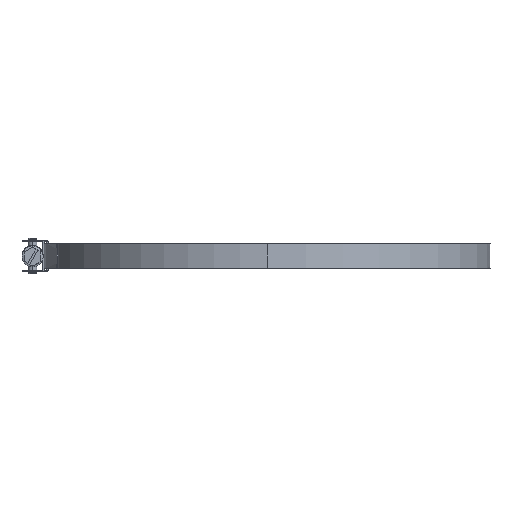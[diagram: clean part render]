
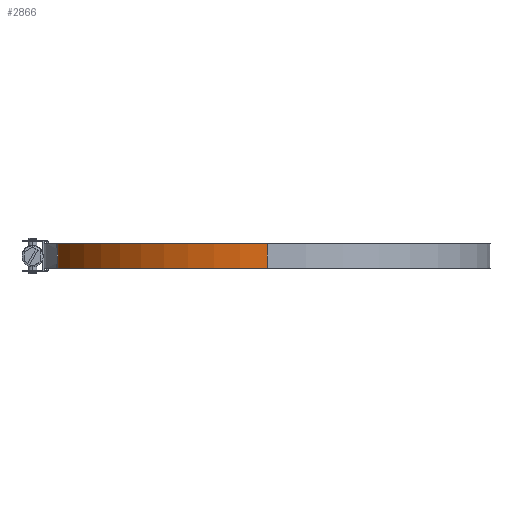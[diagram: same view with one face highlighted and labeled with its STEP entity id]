
A CAD part, left-side view. The second image highlights one B-rep face of the part: STEP entity #2866.
In plain terms, the highlighted cylindrical face has radius 127.53 mm (diameter 255.06 mm), a partial arc.
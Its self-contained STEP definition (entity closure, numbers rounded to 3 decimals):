
#33 = VERTEX_POINT ( 'NONE', #4027 ) ;
#56 = CYLINDRICAL_SURFACE ( 'NONE', #5378, 127.53 ) ;
#254 = CARTESIAN_POINT ( 'NONE',  ( 0., 127.53, -7.15 ) ) ;
#706 = CARTESIAN_POINT ( 'NONE',  ( -127.53, 0., -7.15 ) ) ;
#735 = DIRECTION ( 'NONE',  ( 0., 0., -1. ) ) ;
#863 = DIRECTION ( 'NONE',  ( -1., 0., 0. ) ) ;
#957 = CIRCLE ( 'NONE', #8721, 127.53 ) ;
#1842 = CIRCLE ( 'NONE', #3829, 127.53 ) ;
#2866 = ADVANCED_FACE ( 'NONE', ( #5277 ), #56, .T. ) ;
#3339 = CARTESIAN_POINT ( 'NONE',  ( 0., 0., -7.15 ) ) ;
#3578 = ORIENTED_EDGE ( 'NONE', *, *, #5925, .T. ) ;
#3802 = VERTEX_POINT ( 'NONE', #7779 ) ;
#3829 = AXIS2_PLACEMENT_3D ( 'NONE', #3339, #11832, #5462 ) ;
#4027 = CARTESIAN_POINT ( 'NONE',  ( -127.53, 0., 7.15 ) ) ;
#4034 = EDGE_CURVE ( 'NONE', #3802, #33, #957, .T. ) ;
#4561 = ORIENTED_EDGE ( 'NONE', *, *, #7033, .F. ) ;
#4805 = ORIENTED_EDGE ( 'NONE', *, *, #4034, .F. ) ;
#4930 = CARTESIAN_POINT ( 'NONE',  ( -127.53, 0., 7.15 ) ) ;
#4983 = DIRECTION ( 'NONE',  ( 0., 0., -1. ) ) ;
#5277 = FACE_OUTER_BOUND ( 'NONE', #9029, .T. ) ;
#5378 = AXIS2_PLACEMENT_3D ( 'NONE', #6408, #4983, #863 ) ;
#5462 = DIRECTION ( 'NONE',  ( 1., 0., 0. ) ) ;
#5925 = EDGE_CURVE ( 'NONE', #10867, #10691, #1842, .T. ) ;
#6408 = CARTESIAN_POINT ( 'NONE',  ( 0., 0., 7.15 ) ) ;
#6647 = DIRECTION ( 'NONE',  ( 0., 0., 1. ) ) ;
#7033 = EDGE_CURVE ( 'NONE', #33, #10691, #12469, .T. ) ;
#7419 = VECTOR ( 'NONE', #12655, 1000. ) ;
#7779 = CARTESIAN_POINT ( 'NONE',  ( 0., 127.53, 7.15 ) ) ;
#8326 = EDGE_CURVE ( 'NONE', #3802, #10867, #10328, .T. ) ;
#8721 = AXIS2_PLACEMENT_3D ( 'NONE', #11889, #6647, #12005 ) ;
#9014 = ORIENTED_EDGE ( 'NONE', *, *, #8326, .T. ) ;
#9029 = EDGE_LOOP ( 'NONE', ( #4561, #4805, #9014, #3578 ) ) ;
#10260 = VECTOR ( 'NONE', #735, 1000. ) ;
#10328 = LINE ( 'NONE', #11334, #7419 ) ;
#10691 = VERTEX_POINT ( 'NONE', #706 ) ;
#10867 = VERTEX_POINT ( 'NONE', #254 ) ;
#11334 = CARTESIAN_POINT ( 'NONE',  ( 0., 127.53, 7.15 ) ) ;
#11832 = DIRECTION ( 'NONE',  ( 0., 0., 1. ) ) ;
#11889 = CARTESIAN_POINT ( 'NONE',  ( 0., 0., 7.15 ) ) ;
#12005 = DIRECTION ( 'NONE',  ( 1., 0., 0. ) ) ;
#12469 = LINE ( 'NONE', #4930, #10260 ) ;
#12655 = DIRECTION ( 'NONE',  ( 0., 0., -1. ) ) ;
